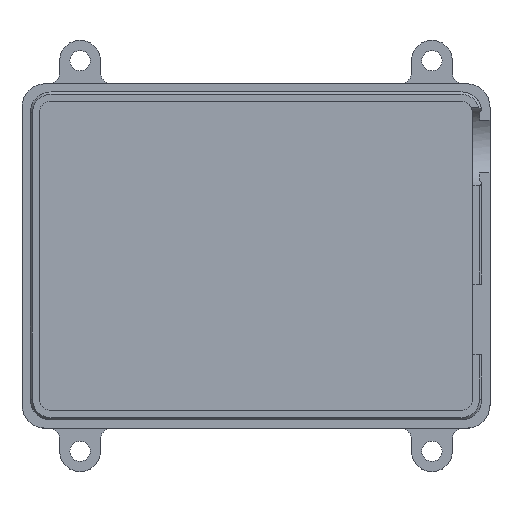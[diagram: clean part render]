
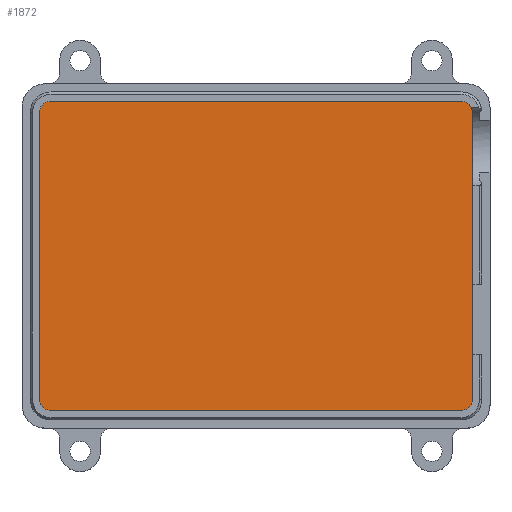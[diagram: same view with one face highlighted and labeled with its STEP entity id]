
A CAD part, top view. The second image highlights one B-rep face of the part: STEP entity #1872.
In plain terms, the highlighted planar face has unit normal (0, 0, 1).
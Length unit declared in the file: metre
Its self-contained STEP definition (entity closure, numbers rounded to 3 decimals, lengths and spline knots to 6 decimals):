
#223=LINE('',#3121,#415);
#224=LINE('',#3126,#416);
#225=LINE('',#3130,#417);
#226=LINE('',#3134,#418);
#415=VECTOR('',#2545,1.);
#416=VECTOR('',#2548,1.);
#417=VECTOR('',#2551,1.);
#418=VECTOR('',#2554,1.);
#856=ORIENTED_EDGE('',*,*,#1225,.F.);
#857=ORIENTED_EDGE('',*,*,#1226,.T.);
#858=ORIENTED_EDGE('',*,*,#1227,.F.);
#859=ORIENTED_EDGE('',*,*,#1228,.T.);
#860=ORIENTED_EDGE('',*,*,#1229,.F.);
#861=ORIENTED_EDGE('',*,*,#1230,.T.);
#862=ORIENTED_EDGE('',*,*,#1231,.F.);
#863=ORIENTED_EDGE('',*,*,#1232,.T.);
#1225=EDGE_CURVE('',#1422,#1423,#223,.T.);
#1226=EDGE_CURVE('',#1422,#1424,#1505,.T.);
#1227=EDGE_CURVE('',#1425,#1424,#224,.T.);
#1228=EDGE_CURVE('',#1425,#1426,#1506,.T.);
#1229=EDGE_CURVE('',#1427,#1426,#225,.T.);
#1230=EDGE_CURVE('',#1427,#1428,#1507,.T.);
#1231=EDGE_CURVE('',#1429,#1428,#226,.T.);
#1232=EDGE_CURVE('',#1429,#1423,#1508,.T.);
#1422=VERTEX_POINT('',#3122);
#1423=VERTEX_POINT('',#3123);
#1424=VERTEX_POINT('',#3125);
#1425=VERTEX_POINT('',#3127);
#1426=VERTEX_POINT('',#3129);
#1427=VERTEX_POINT('',#3131);
#1428=VERTEX_POINT('',#3133);
#1429=VERTEX_POINT('',#3135);
#1505=CIRCLE('',#2057,0.002);
#1506=CIRCLE('',#2058,0.002);
#1507=CIRCLE('',#2059,0.002);
#1508=CIRCLE('',#2060,0.002);
#1598=EDGE_LOOP('',(#856,#857,#858,#859,#860,#861,#862,#863));
#1711=FACE_BOUND('',#1598,.T.);
#1776=PLANE('',#2056);
#1872=ADVANCED_FACE('',(#1711),#1776,.T.);
#2056=AXIS2_PLACEMENT_3D('',#3120,#2543,#2544);
#2057=AXIS2_PLACEMENT_3D('',#3124,#2546,#2547);
#2058=AXIS2_PLACEMENT_3D('',#3128,#2549,#2550);
#2059=AXIS2_PLACEMENT_3D('',#3132,#2552,#2553);
#2060=AXIS2_PLACEMENT_3D('',#3136,#2555,#2556);
#2543=DIRECTION('',(0.,0.,1.));
#2544=DIRECTION('',(1.,0.,0.));
#2545=DIRECTION('',(-1.,0.,0.));
#2546=DIRECTION('',(0.,0.,1.));
#2547=DIRECTION('',(1.,0.,0.));
#2548=DIRECTION('',(0.,-1.,0.));
#2549=DIRECTION('',(0.,0.,1.));
#2550=DIRECTION('',(1.,0.,0.));
#2551=DIRECTION('',(1.,0.,0.));
#2552=DIRECTION('',(0.,0.,1.));
#2553=DIRECTION('',(1.,0.,0.));
#2554=DIRECTION('',(0.,1.,0.));
#2555=DIRECTION('',(0.,0.,1.));
#2556=DIRECTION('',(1.,0.,0.));
#3120=CARTESIAN_POINT('',(0.,0.,0.0015));
#3121=CARTESIAN_POINT('',(0.,-0.02665,0.0015));
#3122=CARTESIAN_POINT('',(0.0353,-0.02665,0.0015));
#3123=CARTESIAN_POINT('',(-0.0353,-0.02665,0.0015));
#3124=CARTESIAN_POINT('',(0.0353,-0.02465,0.0015));
#3125=CARTESIAN_POINT('',(0.0373,-0.02465,0.0015));
#3126=CARTESIAN_POINT('',(0.0373,0.,0.0015));
#3127=CARTESIAN_POINT('',(0.0373,0.02465,0.0015));
#3128=CARTESIAN_POINT('',(0.0353,0.02465,0.0015));
#3129=CARTESIAN_POINT('',(0.0353,0.02665,0.0015));
#3130=CARTESIAN_POINT('',(0.,0.02665,0.0015));
#3131=CARTESIAN_POINT('',(-0.0353,0.02665,0.0015));
#3132=CARTESIAN_POINT('',(-0.0353,0.02465,0.0015));
#3133=CARTESIAN_POINT('',(-0.0373,0.02465,0.0015));
#3134=CARTESIAN_POINT('',(-0.0373,0.,0.0015));
#3135=CARTESIAN_POINT('',(-0.0373,-0.02465,0.0015));
#3136=CARTESIAN_POINT('',(-0.0353,-0.02465,0.0015));
